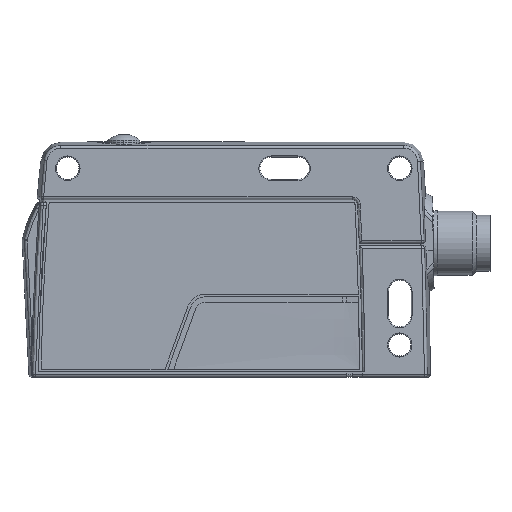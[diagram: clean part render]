
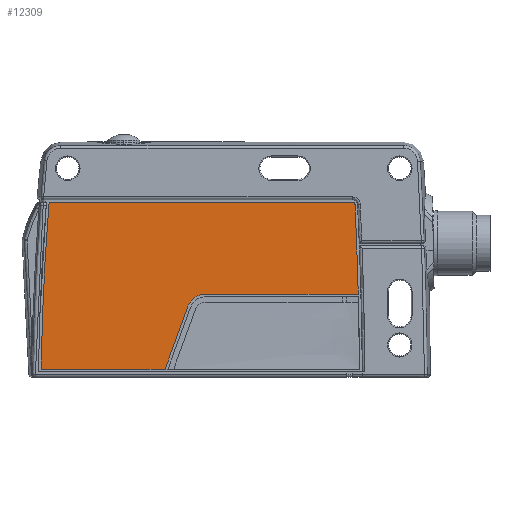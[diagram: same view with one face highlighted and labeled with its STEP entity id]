
A CAD part, left-side view. The second image highlights one B-rep face of the part: STEP entity #12309.
In plain terms, the highlighted planar face has unit normal (-1, 0, 0).
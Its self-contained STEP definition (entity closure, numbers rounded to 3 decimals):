
#4557=DIRECTION('',(0.,-1.,0.));
#4558=VECTOR('',#4557,28.512);
#4559=CARTESIAN_POINT('',(-10.,-2.235,15.5));
#4560=LINE('',#4559,#4558);
#4561=CARTESIAN_POINT('',(-10.,-29.648,32.15));
#4562=DIRECTION('',(-1.,0.,0.));
#4563=DIRECTION('',(0.,-0.999,0.045));
#4564=AXIS2_PLACEMENT_3D('',#4561,#4562,#4563);
#4566=CARTESIAN_POINT('',(-10.,841.803,-7.5));
#4567=DIRECTION('',(-1.,0.,0.));
#4568=DIRECTION('',(0.,-1.,0.026));
#4569=AXIS2_PLACEMENT_3D('',#4566,#4567,#4568);
#4571=CARTESIAN_POINT('',(-10.,-2.235,12.));
#4572=DIRECTION('',(1.,0.,0.));
#4573=DIRECTION('',(0.,0.94,0.342));
#4574=AXIS2_PLACEMENT_3D('',#4571,#4572,#4573);
#4576=DIRECTION('',(0.,-0.342,0.94));
#4577=VECTOR('',#4576,12.448);
#4578=CARTESIAN_POINT('',(-10.,5.311,1.5));
#4579=LINE('',#4578,#4577);
#4580=DIRECTION('',(0.,-1.,0.));
#4581=VECTOR('',#4580,23.143);
#4582=CARTESIAN_POINT('',(-10.,28.454,1.5));
#4583=LINE('',#4582,#4581);
#4584=DIRECTION('',(0.,1.,0.));
#4585=VECTOR('',#4584,56.617);
#4586=CARTESIAN_POINT('',(-10.,-29.648,32.65));
#4587=LINE('',#4586,#4585);
#4598=CARTESIAN_POINT('',(-10.,-434.935,-5.));
#4599=DIRECTION('',(-1.,0.,0.));
#4600=DIRECTION('',(0.,0.997,0.081));
#4601=AXIS2_PLACEMENT_3D('',#4598,#4599,#4600);
#5087=CARTESIAN_POINT('',(-10.,28.454,1.5));
#5088=CARTESIAN_POINT('',(-10.,5.311,1.5));
#5089=VERTEX_POINT('',#5087);
#5090=VERTEX_POINT('',#5088);
#5091=CARTESIAN_POINT('',(-10.,1.054,13.197));
#5092=VERTEX_POINT('',#5091);
#5093=CARTESIAN_POINT('',(-10.,-2.235,15.5));
#5094=VERTEX_POINT('',#5093);
#5315=CARTESIAN_POINT('',(-10.,26.968,32.65));
#5316=VERTEX_POINT('',#5315);
#5779=CARTESIAN_POINT('',(-10.,-30.747,15.5));
#5780=CARTESIAN_POINT('',(-10.,-30.148,32.173));
#5781=VERTEX_POINT('',#5779);
#5782=VERTEX_POINT('',#5780);
#5793=CARTESIAN_POINT('',(-10.,-29.648,32.65));
#5794=VERTEX_POINT('',#5793);
#12290=CARTESIAN_POINT('',(-10.,-46.5,33.15));
#12291=DIRECTION('',(-1.,0.,0.));
#12292=DIRECTION('',(0.,-1.,0.));
#12293=AXIS2_PLACEMENT_3D('',#12290,#12291,#12292);
#12294=PLANE('',#12293);
#12296=ORIENTED_EDGE('',*,*,#12295,.F.);
#12298=ORIENTED_EDGE('',*,*,#12297,.F.);
#12300=ORIENTED_EDGE('',*,*,#12299,.F.);
#12301=ORIENTED_EDGE('',*,*,#12275,.F.);
#12302=ORIENTED_EDGE('',*,*,#12265,.F.);
#12303=ORIENTED_EDGE('',*,*,#12251,.F.);
#12304=ORIENTED_EDGE('',*,*,#12237,.F.);
#12306=ORIENTED_EDGE('',*,*,#12305,.F.);
#12307=EDGE_LOOP('',(#12296,#12298,#12300,#12301,#12302,#12303,#12304,#12306));
#12308=FACE_OUTER_BOUND('',#12307,.F.);
#12309=ADVANCED_FACE('',(#12308),#12294,.T.);
#4565=CIRCLE('',#4564,0.5);
#4570=CIRCLE('',#4569,872.853);
#4575=CIRCLE('',#4574,3.5);
#4602=CIRCLE('',#4601,463.435);
#12237=EDGE_CURVE('',#5089,#5090,#4583,.T.);
#12251=EDGE_CURVE('',#5090,#5092,#4579,.T.);
#12265=EDGE_CURVE('',#5092,#5094,#4575,.T.);
#12275=EDGE_CURVE('',#5094,#5781,#4560,.T.);
#12295=EDGE_CURVE('',#5794,#5316,#4587,.T.);
#12297=EDGE_CURVE('',#5782,#5794,#4565,.T.);
#12299=EDGE_CURVE('',#5781,#5782,#4570,.T.);
#12305=EDGE_CURVE('',#5316,#5089,#4602,.T.);
